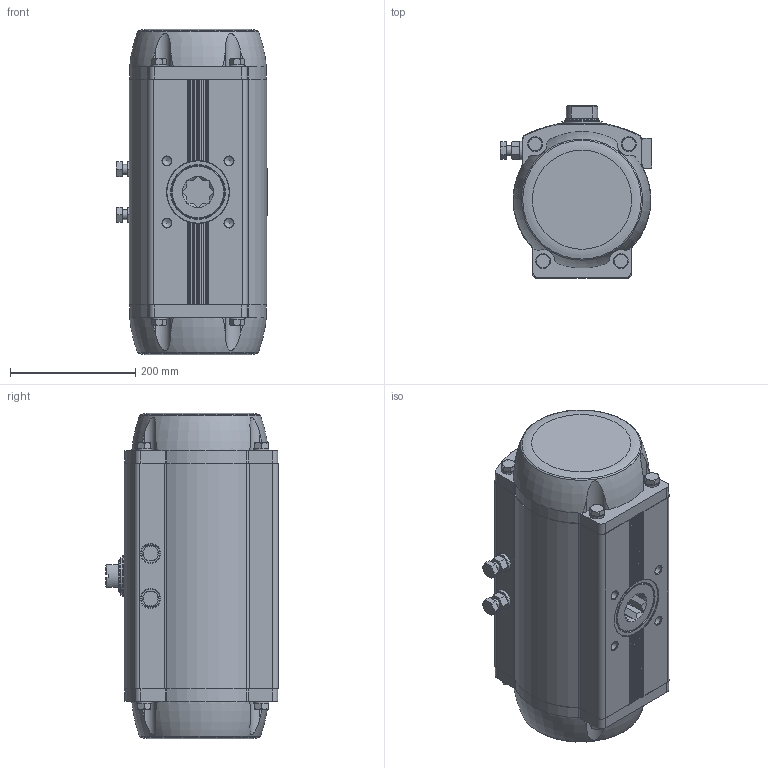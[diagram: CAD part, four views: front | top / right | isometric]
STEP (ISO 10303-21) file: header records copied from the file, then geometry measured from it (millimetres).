
FILE_DESCRIPTION(/* description */ ('STEP AP214'),/* implementation_level */ '2;1');
FILE_NAME(/* name */ '8068939_DFPD-N-1200-RP-90-RS60-F14-R3-EP',/* time_stamp */ '2024-08-15T18:58:58+02:00',/* author */ ('License CC BY-ND 4.0'),/* organization */ ('CADENAS'),/* preprocessor_version */ 'ST-DEVELOPER v19.3',/* originating_system */ 'PARTsolutions',/* authorisation */ ' ');
FILE_SCHEMA (('AUTOMOTIVE_DESIGN {1 0 10303 214 3 1 1}'));
Length unit declared in the file: millimetre
Products named in the file (6): 8068939 DFPD-N-1200-RP-90-RS60-F14-R3-EP---(0); 8042195 DFPD-N-1200-90-RS-F14-------(housing); 8042195 DFPD-1200(F14_0)---(shaft); 5235794 SCHEIBE 16.3X30X5-1.4301; 4952071 DFPD-900/1200; DIN 934 - M16(F)
Assembly tree (8 placements, depth 2):
  8068939 DFPD-N-1200-RP-90-RS60-F14-R3-EP---(0)
    8042195 DFPD-N-1200-90-RS-F14-------(housing)
    8042195 DFPD-1200(F14_0)---(shaft)
    5235794 SCHEIBE 16.3X30X5-1.4301  x2
    4952071 DFPD-900/1200  x2
    DIN 934 - M16(F)  x2
Bounding box: 242.12 x 275.7 x 519.3 mm (x, y, z)
Volume: 22263071.7 mm3; surface area: 678099.1 mm2
Topology: 8 solids, 8 shells, 721 faces, 1749 edges, 1103 vertices
Faces by surface type: plane 342, cylinder 202, cone 133, torus 42, sphere 2
Full cylindrical faces by diameter (mm): 2.5 x2, 4.134 x8, 4.917 x1, 8.5 x2, 10 x2, 13.835 x8, 14 x2, 16 x2, 16.3 x2, 22.5 x4, 24 x8, 30 x2, 32 x2, 49 x1, 50.8 x1, 51.7 x2, 52 x1, 59.5 x1, 63 x1, 65 x1, 66.4 x1, 80.4 x2, 84.3 x1, 84.6 x1, 86 x1
Entity records: 19801 total; most frequent: CARTESIAN_POINT 4331, DIRECTION 3187, ORIENTED_EDGE 2990, EDGE_CURVE 1495, AXIS2_PLACEMENT_3D 1246, VERTEX_POINT 1032, FACE_BOUND 899, EDGE_LOOP 886
